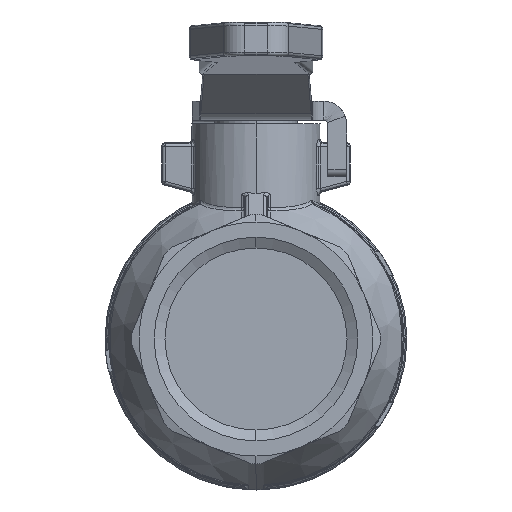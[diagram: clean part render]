
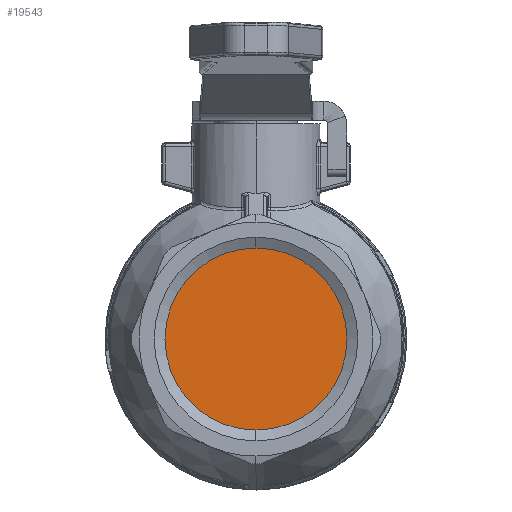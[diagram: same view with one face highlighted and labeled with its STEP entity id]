
A CAD part, left-side view. The second image highlights one B-rep face of the part: STEP entity #19543.
In plain terms, the highlighted planar face has unit normal (-1, 0, 0).
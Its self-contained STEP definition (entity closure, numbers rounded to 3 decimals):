
#2258=CARTESIAN_POINT('',(-17.,-0.,12.059));
#2259=VERTEX_POINT('',#2258);
#2268=CARTESIAN_POINT('',(-17.,0.,-12.059));
#2269=VERTEX_POINT('',#2268);
#2270=CARTESIAN_POINT('',(-17.,0.,0.));
#2271=DIRECTION('',(1.,-0.,-0.));
#2272=DIRECTION('',(0.,0.,1.));
#2273=AXIS2_PLACEMENT_3D('',#2270,#2271,#2272);
#2274=CIRCLE('',#2273,12.059);
#2275=EDGE_CURVE('',#2259,#2269,#2274,.T.);
#19528=CARTESIAN_POINT('',(-17.,0.,10.779));
#19529=DIRECTION('',(1.,0.,0.));
#19530=DIRECTION('',(0.,1.,0.));
#19531=AXIS2_PLACEMENT_3D('',#19528,#19529,#19530);
#19532=PLANE('',#19531);
#19533=CARTESIAN_POINT('',(-17.,0.,0.));
#19534=DIRECTION('',(1.,-0.,-0.));
#19535=DIRECTION('',(0.,0.,1.));
#19536=AXIS2_PLACEMENT_3D('',#19533,#19534,#19535);
#19537=CIRCLE('',#19536,12.059);
#19538=EDGE_CURVE('',#2269,#2259,#19537,.T.);
#19539=ORIENTED_EDGE('',*,*,#19538,.F.);
#19540=ORIENTED_EDGE('',*,*,#2275,.F.);
#19541=EDGE_LOOP('',(#19539,#19540));
#19542=FACE_BOUND('',#19541,.T.);
#19543=ADVANCED_FACE('',(#19542),#19532,.F.);
